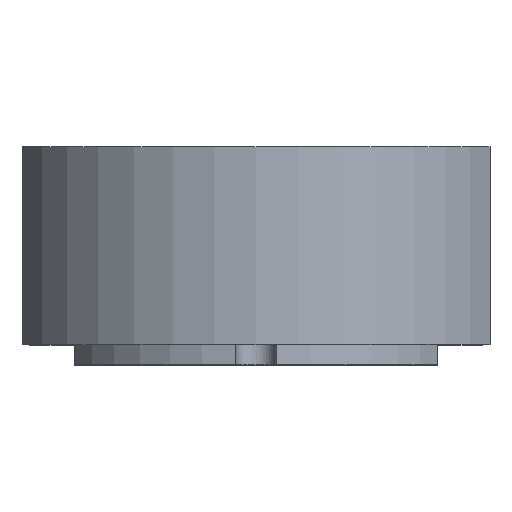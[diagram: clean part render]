
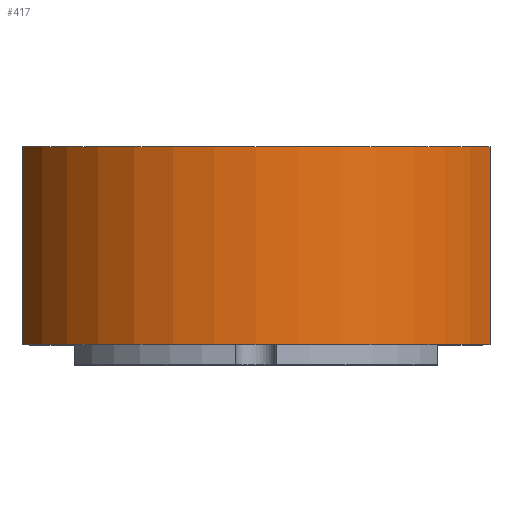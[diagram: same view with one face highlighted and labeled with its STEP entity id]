
A CAD part, top view. The second image highlights one B-rep face of the part: STEP entity #417.
In plain terms, the highlighted cylindrical face has radius 6.3 mm (diameter 12.6 mm), a partial arc.
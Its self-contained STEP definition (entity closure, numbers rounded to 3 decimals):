
#10=CARTESIAN_POINT('',(0.,0.,0.));
#11=DIRECTION('',(0.,1.,0.));
#12=DIRECTION('',(-0.921,0.,0.39));
#13=AXIS2_PLACEMENT_3D('',#10,#11,#12);
#85=DIRECTION('',(0.,1.,0.));
#86=VECTOR('',#85,4.9);
#87=CARTESIAN_POINT('',(5.8,0.,2.46));
#88=LINE('',#87,#86);
#89=DIRECTION('',(0.,1.,0.));
#90=VECTOR('',#89,4.9);
#91=CARTESIAN_POINT('',(-5.8,0.,2.46));
#92=LINE('',#91,#90);
#106=CARTESIAN_POINT('',(0.,4.9,0.));
#107=DIRECTION('',(0.,1.,0.));
#108=DIRECTION('',(-0.921,0.,0.39));
#109=AXIS2_PLACEMENT_3D('',#106,#107,#108);
#257=CARTESIAN_POINT('',(-5.8,0.,2.46));
#258=VERTEX_POINT('',#257);
#259=CARTESIAN_POINT('',(5.8,0.,2.46));
#260=VERTEX_POINT('',#259);
#265=CARTESIAN_POINT('',(-5.8,4.9,2.46));
#266=VERTEX_POINT('',#265);
#267=CARTESIAN_POINT('',(5.8,4.9,2.46));
#268=VERTEX_POINT('',#267);
#404=CARTESIAN_POINT('',(0.,0.,0.));
#405=DIRECTION('',(0.,1.,0.));
#406=DIRECTION('',(1.,0.,0.));
#407=AXIS2_PLACEMENT_3D('',#404,#405,#406);
#408=CYLINDRICAL_SURFACE('',#407,6.3);
#409=ORIENTED_EDGE('',*,*,#338,.F.);
#411=ORIENTED_EDGE('',*,*,#410,.T.);
#413=ORIENTED_EDGE('',*,*,#412,.T.);
#414=ORIENTED_EDGE('',*,*,#396,.F.);
#415=EDGE_LOOP('',(#409,#411,#413,#414));
#416=FACE_OUTER_BOUND('',#415,.F.);
#14=CIRCLE('',#13,6.3);
#110=CIRCLE('',#109,6.3);
#338=EDGE_CURVE('',#258,#260,#14,.T.);
#396=EDGE_CURVE('',#260,#268,#88,.T.);
#410=EDGE_CURVE('',#258,#266,#92,.T.);
#412=EDGE_CURVE('',#266,#268,#110,.T.);
#417=ADVANCED_FACE('',(#416),#408,.T.);
